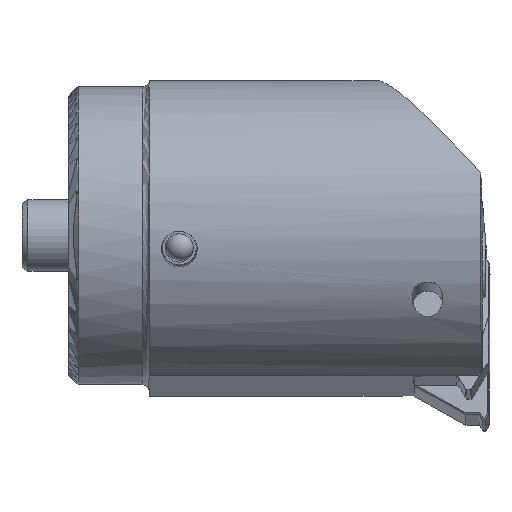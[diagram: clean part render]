
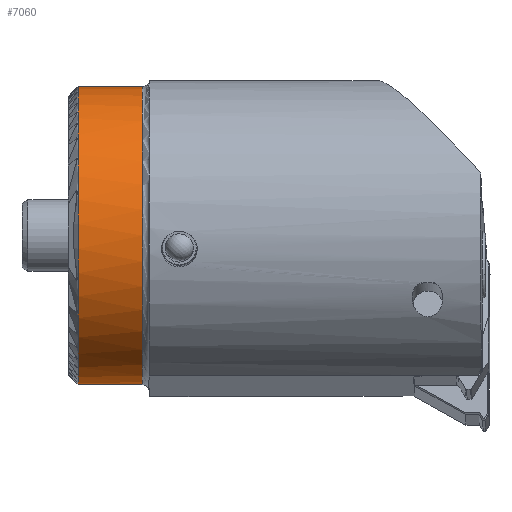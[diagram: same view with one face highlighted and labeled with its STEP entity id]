
A CAD part, front view. The second image highlights one B-rep face of the part: STEP entity #7060.
In plain terms, the highlighted cylindrical face has radius 12.5 mm (diameter 25 mm), a full revolution.
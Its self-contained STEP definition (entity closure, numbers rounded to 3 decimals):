
#131 = ORIENTED_EDGE ( 'NONE', *, *, #4117, .T. ) ;
#402 = DIRECTION ( 'NONE',  ( -1., 0., 0. ) ) ;
#1213 = DIRECTION ( 'NONE',  ( 0., 0., 1. ) ) ;
#1403 = CARTESIAN_POINT ( 'NONE',  ( 5.9, 0., 12.5 ) ) ;
#2059 = EDGE_LOOP ( 'NONE', ( #3952 ) ) ;
#2197 = FACE_OUTER_BOUND ( 'NONE', #5295, .T. ) ;
#2250 = VERTEX_POINT ( 'NONE', #1403 ) ;
#3630 = EDGE_CURVE ( 'NONE', #9535, #9535, #4966, .T. ) ;
#3952 = ORIENTED_EDGE ( 'NONE', *, *, #3630, .F. ) ;
#4117 = EDGE_CURVE ( 'NONE', #2250, #2250, #6596, .T. ) ;
#4322 = DIRECTION ( 'NONE',  ( 0., 0., 1. ) ) ;
#4856 = FACE_OUTER_BOUND ( 'NONE', #2059, .T. ) ;
#4913 = DIRECTION ( 'NONE',  ( -1., 0., 0. ) ) ;
#4966 = CIRCLE ( 'NONE', #12109, 12.5 ) ;
#5295 = EDGE_LOOP ( 'NONE', ( #131 ) ) ;
#5605 = CYLINDRICAL_SURFACE ( 'NONE', #10663, 12.5 ) ;
#6047 = CARTESIAN_POINT ( 'NONE',  ( 0.5, 0., 12.5 ) ) ;
#6145 = DIRECTION ( 'NONE',  ( -1., 0., 0. ) ) ;
#6596 = CIRCLE ( 'NONE', #10625, 12.5 ) ;
#6891 = CARTESIAN_POINT ( 'NONE',  ( 0.5, 0., 0. ) ) ;
#7060 = ADVANCED_FACE ( 'NONE', ( #4856, #2197 ), #5605, .T. ) ;
#8930 = CARTESIAN_POINT ( 'NONE',  ( 5.9, 0., 0. ) ) ;
#9535 = VERTEX_POINT ( 'NONE', #6047 ) ;
#10625 = AXIS2_PLACEMENT_3D ( 'NONE', #8930, #402, #11717 ) ;
#10663 = AXIS2_PLACEMENT_3D ( 'NONE', #11681, #6145, #4322 ) ;
#11681 = CARTESIAN_POINT ( 'NONE',  ( -0.6, 0., 0. ) ) ;
#11717 = DIRECTION ( 'NONE',  ( 0., 0., 1. ) ) ;
#12109 = AXIS2_PLACEMENT_3D ( 'NONE', #6891, #4913, #1213 ) ;
